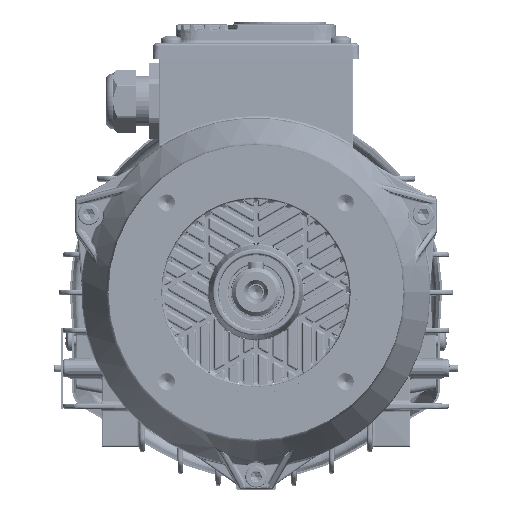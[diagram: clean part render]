
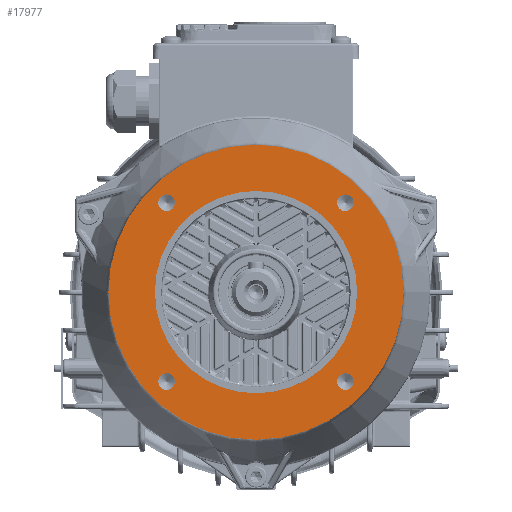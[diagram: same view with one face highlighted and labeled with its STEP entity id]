
A CAD part, top view. The second image highlights one B-rep face of the part: STEP entity #17977.
In plain terms, the highlighted planar face has unit normal (0, 0, 1).
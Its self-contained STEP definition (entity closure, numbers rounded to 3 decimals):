
#8286=FACE_BOUND('',#29287,.T.);
#8287=FACE_BOUND('',#29288,.T.);
#8288=FACE_BOUND('',#29289,.T.);
#8289=FACE_BOUND('',#29290,.T.);
#8290=FACE_BOUND('',#29291,.T.);
#8291=FACE_BOUND('',#29292,.T.);
#11964=CIRCLE('',#100283,3.288);
#11965=CIRCLE('',#100285,3.288);
#11966=CIRCLE('',#100287,3.288);
#11967=CIRCLE('',#100289,3.288);
#11969=CIRCLE('',#100292,58.369);
#11970=CIRCLE('',#100294,40.);
#17977=ADVANCED_FACE('',(#8286,#8287,#8288,#8289,#8290,#8291),#21713,.T.);
#21713=PLANE('',#100296);
#29287=EDGE_LOOP('',(#41248));
#29288=EDGE_LOOP('',(#41249));
#29289=EDGE_LOOP('',(#41250));
#29290=EDGE_LOOP('',(#41251));
#29291=EDGE_LOOP('',(#41252));
#29292=EDGE_LOOP('',(#41253));
#41248=ORIENTED_EDGE('',*,*,#74331,.F.);
#41249=ORIENTED_EDGE('',*,*,#74332,.F.);
#41250=ORIENTED_EDGE('',*,*,#74333,.F.);
#41251=ORIENTED_EDGE('',*,*,#74334,.F.);
#41252=ORIENTED_EDGE('',*,*,#74336,.F.);
#41253=ORIENTED_EDGE('',*,*,#74337,.T.);
#61666=VERTEX_POINT('',#162229);
#61667=VERTEX_POINT('',#162232);
#61668=VERTEX_POINT('',#162235);
#61669=VERTEX_POINT('',#162238);
#61671=VERTEX_POINT('',#162243);
#61672=VERTEX_POINT('',#162246);
#74331=EDGE_CURVE('',#61666,#61666,#11964,.T.);
#74332=EDGE_CURVE('',#61667,#61667,#11965,.T.);
#74333=EDGE_CURVE('',#61668,#61668,#11966,.T.);
#74334=EDGE_CURVE('',#61669,#61669,#11967,.T.);
#74336=EDGE_CURVE('',#61671,#61671,#11969,.T.);
#74337=EDGE_CURVE('',#61672,#61672,#11970,.T.);
#100283=AXIS2_PLACEMENT_3D('',#162228,#116125,#116126);
#100285=AXIS2_PLACEMENT_3D('',#162231,#116129,#116130);
#100287=AXIS2_PLACEMENT_3D('',#162234,#116133,#116134);
#100289=AXIS2_PLACEMENT_3D('',#162237,#116137,#116138);
#100292=AXIS2_PLACEMENT_3D('',#162242,#116143,#116144);
#100294=AXIS2_PLACEMENT_3D('',#162245,#116147,#116148);
#100296=AXIS2_PLACEMENT_3D('',#162248,#116151,#116152);
#116125=DIRECTION('',(0.,0.,1.));
#116126=DIRECTION('',(-1.,0.,0.));
#116129=DIRECTION('',(0.,0.,1.));
#116130=DIRECTION('',(-1.,0.,0.));
#116133=DIRECTION('',(0.,0.,1.));
#116134=DIRECTION('',(-1.,0.,0.));
#116137=DIRECTION('',(0.,0.,1.));
#116138=DIRECTION('',(-1.,0.,0.));
#116143=DIRECTION('',(0.,0.,-1.));
#116144=DIRECTION('',(-1.,0.,0.));
#116147=DIRECTION('',(0.,0.,-1.));
#116148=DIRECTION('',(-1.,0.,0.));
#116151=DIRECTION('',(0.,0.,1.));
#116152=DIRECTION('',(-1.,0.,0.));
#162228=CARTESIAN_POINT('',(-35.355,35.361,32.5));
#162229=CARTESIAN_POINT('',(-38.643,35.361,32.5));
#162231=CARTESIAN_POINT('',(-35.355,-35.349,32.5));
#162232=CARTESIAN_POINT('',(-38.643,-35.349,32.5));
#162234=CARTESIAN_POINT('',(35.355,-35.349,32.5));
#162235=CARTESIAN_POINT('',(32.068,-35.349,32.5));
#162237=CARTESIAN_POINT('',(35.355,35.361,32.5));
#162238=CARTESIAN_POINT('',(32.068,35.361,32.5));
#162242=CARTESIAN_POINT('',(0.,0.006,32.5));
#162243=CARTESIAN_POINT('',(-58.369,0.006,32.5));
#162245=CARTESIAN_POINT('',(0.,0.006,32.5));
#162246=CARTESIAN_POINT('',(-40.,0.006,32.5));
#162248=CARTESIAN_POINT('',(0.,0.006,32.5));
